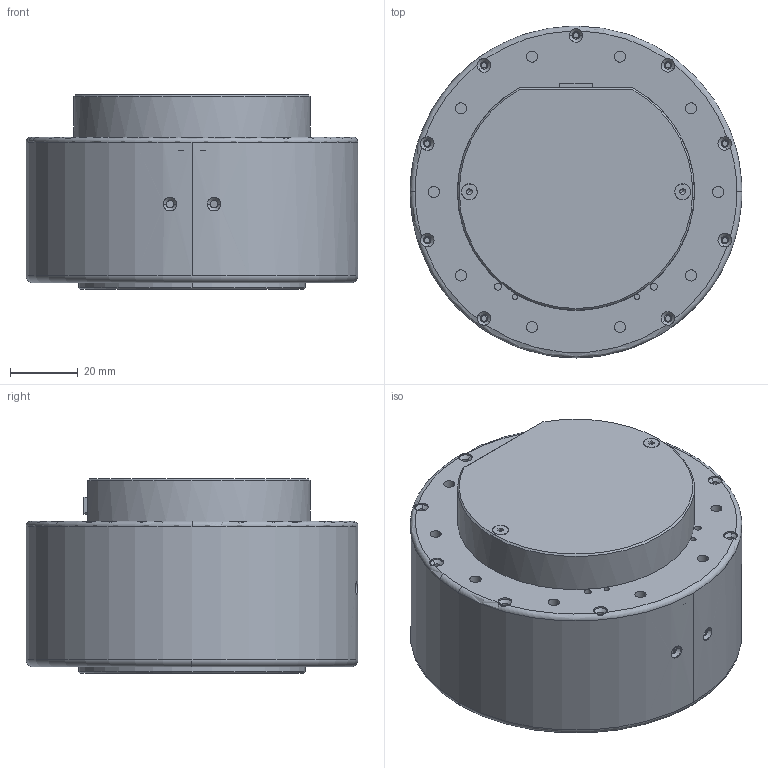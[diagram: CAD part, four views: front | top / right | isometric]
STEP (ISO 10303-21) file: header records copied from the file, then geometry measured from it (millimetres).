
FILE_DESCRIPTION (( 'STEP AP203' ), '1' );
FILE_NAME ('RMD-X8-S2-V3_Body_Predeterminado_sldprt.STEP', '2023-10-28T09:53:41', ( '' ), ( '' ), 'SwSTEP 2.0', 'SolidWorks 2022', '' );
FILE_SCHEMA (( 'CONFIG_CONTROL_DESIGN' ));
Length unit declared in the file: millimetre
Products named in the file (1): RMD-X8-S2-V3_Body_Predeterminado_sldprt
Bounding box: 98 x 98 x 57.6 mm (x, y, z)
Volume: 82885.5 mm3; surface area: 74994 mm2
Topology: 8 solids, 8 shells, 1219 faces, 3076 edges, 1908 vertices
Faces by surface type: plane 520, cylinder 487, cone 87, torus 67, bspline 34, sphere 24
Entity records: 38080 total; most frequent: CARTESIAN_POINT 8146, DIRECTION 6506, ORIENTED_EDGE 6112, EDGE_CURVE 3056, AXIS2_PLACEMENT_3D 2403, VERTEX_POINT 1908, LINE 1700, VECTOR 1700
